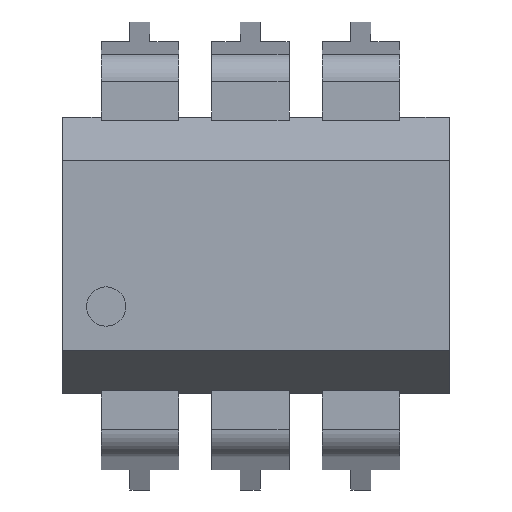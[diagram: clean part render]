
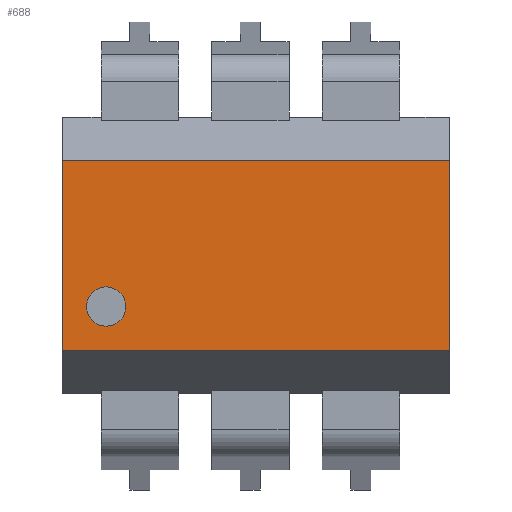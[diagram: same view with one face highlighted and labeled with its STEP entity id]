
A CAD part, top view. The second image highlights one B-rep face of the part: STEP entity #688.
In plain terms, the highlighted planar face has unit normal (0, 0, 1).
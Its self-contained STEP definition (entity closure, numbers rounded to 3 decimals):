
#24 = VERTEX_POINT('',#25);
#25 = CARTESIAN_POINT('',(-3.345,-1.627,5.441));
#31 = EDGE_CURVE('',#32,#24,#34,.T.);
#32 = VERTEX_POINT('',#33);
#33 = CARTESIAN_POINT('',(-3.345,-0.723,5.441));
#34 = CIRCLE('',#35,0.452);
#35 = AXIS2_PLACEMENT_3D('',#36,#37,#38);
#36 = CARTESIAN_POINT('',(-3.345,-1.175,5.441));
#37 = DIRECTION('',(-0.,0.,1.));
#38 = DIRECTION('',(0.,-1.,0.));
#490 = VERTEX_POINT('',#491);
#491 = CARTESIAN_POINT('',(4.545,2.175,5.441));
#497 = EDGE_CURVE('',#498,#490,#500,.T.);
#498 = VERTEX_POINT('',#499);
#499 = CARTESIAN_POINT('',(4.545,-2.175,5.441));
#500 = LINE('',#501,#502);
#501 = CARTESIAN_POINT('',(4.545,-3.175,5.441));
#502 = VECTOR('',#503,1.);
#503 = DIRECTION('',(0.,1.,0.));
#526 = EDGE_CURVE('',#527,#529,#531,.T.);
#527 = VERTEX_POINT('',#528);
#528 = CARTESIAN_POINT('',(-4.345,2.175,5.441));
#529 = VERTEX_POINT('',#530);
#530 = CARTESIAN_POINT('',(-4.345,-2.175,5.441));
#531 = LINE('',#532,#533);
#532 = CARTESIAN_POINT('',(-4.345,-3.175,5.441));
#533 = VECTOR('',#534,1.);
#534 = DIRECTION('',(0.,-1.,0.));
#688 = ADVANCED_FACE('',(#689,#699),#715,.T.);
#689 = FACE_BOUND('',#690,.T.);
#690 = EDGE_LOOP('',(#691,#698));
#691 = ORIENTED_EDGE('',*,*,#692,.F.);
#692 = EDGE_CURVE('',#24,#32,#693,.T.);
#693 = CIRCLE('',#694,0.452);
#694 = AXIS2_PLACEMENT_3D('',#695,#696,#697);
#695 = CARTESIAN_POINT('',(-3.345,-1.175,5.441));
#696 = DIRECTION('',(-0.,0.,1.));
#697 = DIRECTION('',(0.,-1.,0.));
#698 = ORIENTED_EDGE('',*,*,#31,.F.);
#699 = FACE_BOUND('',#700,.T.);
#700 = EDGE_LOOP('',(#701,#702,#708,#709));
#701 = ORIENTED_EDGE('',*,*,#497,.T.);
#702 = ORIENTED_EDGE('',*,*,#703,.T.);
#703 = EDGE_CURVE('',#490,#527,#704,.T.);
#704 = LINE('',#705,#706);
#705 = CARTESIAN_POINT('',(-4.345,2.175,5.441));
#706 = VECTOR('',#707,1.);
#707 = DIRECTION('',(-1.,0.,0.));
#708 = ORIENTED_EDGE('',*,*,#526,.T.);
#709 = ORIENTED_EDGE('',*,*,#710,.F.);
#710 = EDGE_CURVE('',#498,#529,#711,.T.);
#711 = LINE('',#712,#713);
#712 = CARTESIAN_POINT('',(-4.345,-2.175,5.441));
#713 = VECTOR('',#714,1.);
#714 = DIRECTION('',(-1.,0.,0.));
#715 = PLANE('',#716);
#716 = AXIS2_PLACEMENT_3D('',#717,#718,#719);
#717 = CARTESIAN_POINT('',(0.1,0.,5.441));
#718 = DIRECTION('',(0.,0.,1.));
#719 = DIRECTION('',(0.,1.,0.));
